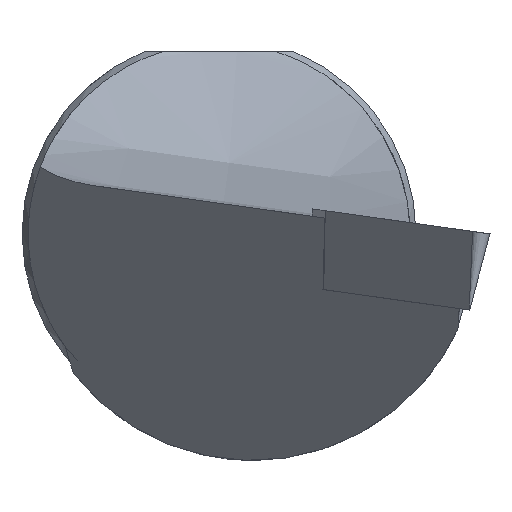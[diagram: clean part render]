
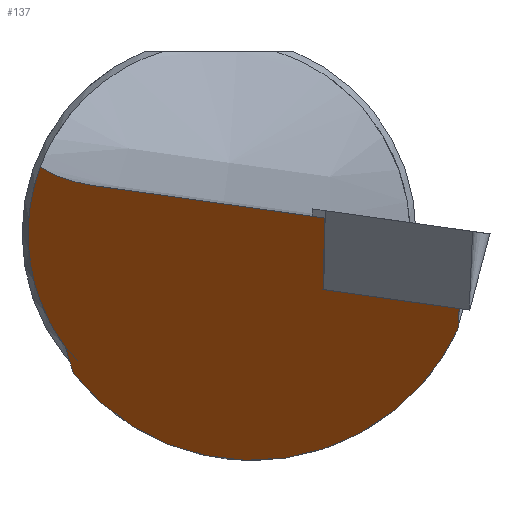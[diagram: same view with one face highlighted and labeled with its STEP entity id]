
A CAD part, left-side view. The second image highlights one B-rep face of the part: STEP entity #137.
In plain terms, the highlighted planar face has unit normal (-0.612, 0.791, -0.012).
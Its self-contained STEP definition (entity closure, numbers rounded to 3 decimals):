
#137=ADVANCED_FACE('',(#181),#165,.T.);
#165=PLANE('',#580);
#181=FACE_OUTER_BOUND('',#208,.T.);
#208=EDGE_LOOP('',(#264,#265,#266,#267,#268,#269,#270,#271,#272));
#238=B_SPLINE_CURVE_WITH_KNOTS('',3,(#776,#777,#778,#779),.UNSPECIFIED.,
 .F.,.F.,(4,4),(0.,1.),.UNSPECIFIED.);
#239=B_SPLINE_CURVE_WITH_KNOTS('',3,(#783,#784,#785,#786),.UNSPECIFIED.,
 .F.,.F.,(4,4),(0.,1.),.UNSPECIFIED.);
#253=ELLIPSE('',#578,12.67,7.75);
#254=ELLIPSE('',#579,15.04,9.2);
#264=ORIENTED_EDGE('',*,*,#445,.F.);
#265=ORIENTED_EDGE('',*,*,#446,.T.);
#266=ORIENTED_EDGE('',*,*,#447,.F.);
#267=ORIENTED_EDGE('',*,*,#448,.T.);
#268=ORIENTED_EDGE('',*,*,#449,.T.);
#269=ORIENTED_EDGE('',*,*,#450,.T.);
#270=ORIENTED_EDGE('',*,*,#440,.F.);
#271=ORIENTED_EDGE('',*,*,#451,.F.);
#272=ORIENTED_EDGE('',*,*,#452,.F.);
#395=VERTEX_POINT('',#752);
#396=VERTEX_POINT('',#754);
#400=VERTEX_POINT('',#772);
#401=VERTEX_POINT('',#773);
#402=VERTEX_POINT('',#775);
#403=VERTEX_POINT('',#780);
#404=VERTEX_POINT('',#782);
#405=VERTEX_POINT('',#787);
#406=VERTEX_POINT('',#790);
#440=EDGE_CURVE('',#395,#396,#508,.T.);
#445=EDGE_CURVE('',#400,#401,#510,.T.);
#446=EDGE_CURVE('',#400,#402,#511,.T.);
#447=EDGE_CURVE('',#403,#402,#238,.T.);
#448=EDGE_CURVE('',#403,#404,#253,.T.);
#449=EDGE_CURVE('',#404,#405,#239,.T.);
#450=EDGE_CURVE('',#405,#396,#254,.T.);
#451=EDGE_CURVE('',#406,#395,#512,.T.);
#452=EDGE_CURVE('',#401,#406,#513,.T.);
#508=LINE('',#753,#543);
#510=LINE('',#771,#545);
#511=LINE('',#774,#546);
#512=LINE('',#789,#547);
#513=LINE('',#791,#548);
#543=VECTOR('',#625,1.);
#545=VECTOR('',#631,1.);
#546=VECTOR('',#632,1.);
#547=VECTOR('',#637,1.);
#548=VECTOR('',#638,1.);
#578=AXIS2_PLACEMENT_3D('',#781,#633,#634);
#579=AXIS2_PLACEMENT_3D('',#788,#635,#636);
#580=AXIS2_PLACEMENT_3D('',#792,#639,#640);
#625=DIRECTION('',(0.354,0.26,-0.898));
#631=DIRECTION('',(0.045,0.02,-0.999));
#632=DIRECTION('',(0.788,0.61,0.086));
#633=DIRECTION('',(-0.612,0.791,-0.012));
#634=DIRECTION('',(-0.791,-0.612,0.009));
#635=DIRECTION('',(-0.612,0.791,-0.012));
#636=DIRECTION('',(0.791,0.612,-0.009));
#637=DIRECTION('',(0.075,0.043,-0.996));
#638=DIRECTION('',(-0.788,-0.61,-0.086));
#639=DIRECTION('',(-0.612,0.791,-0.012));
#640=DIRECTION('',(-0.791,-0.612,0.));
#752=CARTESIAN_POINT('',(1.33,-9.72,-3.745));
#753=CARTESIAN_POINT('',(-0.296,-10.915,0.38));
#754=CARTESIAN_POINT('',(1.407,-9.664,-3.94));
#771=CARTESIAN_POINT('',(8.227,-4.306,1.596));
#772=CARTESIAN_POINT('',(8.27,-4.287,0.64));
#773=CARTESIAN_POINT('',(8.4,-4.23,-2.26));
#774=CARTESIAN_POINT('',(11.36,-1.892,0.977));
#775=CARTESIAN_POINT('',(20.41,5.121,1.963));
#776=CARTESIAN_POINT('',(23.17,7.266,2.695));
#777=CARTESIAN_POINT('',(22.287,6.578,2.293));
#778=CARTESIAN_POINT('',(21.354,5.853,2.066));
#779=CARTESIAN_POINT('',(20.41,5.121,1.963));
#780=CARTESIAN_POINT('',(23.17,7.266,2.695));
#781=CARTESIAN_POINT('',(13.826,0.,0.));
#782=CARTESIAN_POINT('',(22.,6.252,-4.579));
#783=CARTESIAN_POINT('',(22.,6.252,-4.579));
#784=CARTESIAN_POINT('',(21.869,6.145,-4.948));
#785=CARTESIAN_POINT('',(21.725,6.029,-5.307));
#786=CARTESIAN_POINT('',(21.572,5.905,-5.657));
#787=CARTESIAN_POINT('',(21.572,5.905,-5.657));
#788=CARTESIAN_POINT('',(12.08,-1.35,0.));
#789=CARTESIAN_POINT('',(0.96,-9.932,1.16));
#790=CARTESIAN_POINT('',(1.276,-9.751,-3.036));
#791=CARTESIAN_POINT('',(1.276,-9.751,-3.036));
#792=CARTESIAN_POINT('',(0.96,-9.932,1.16));
